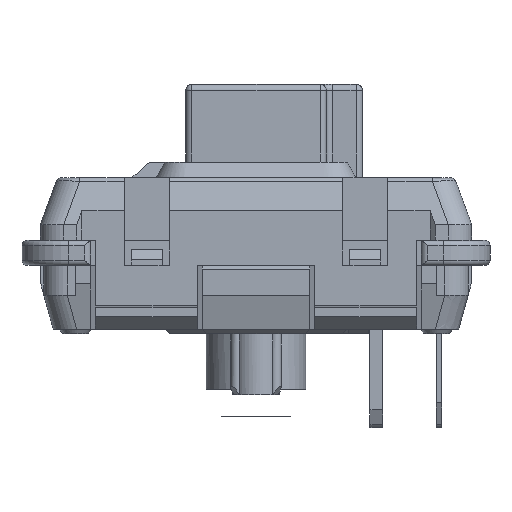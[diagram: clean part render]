
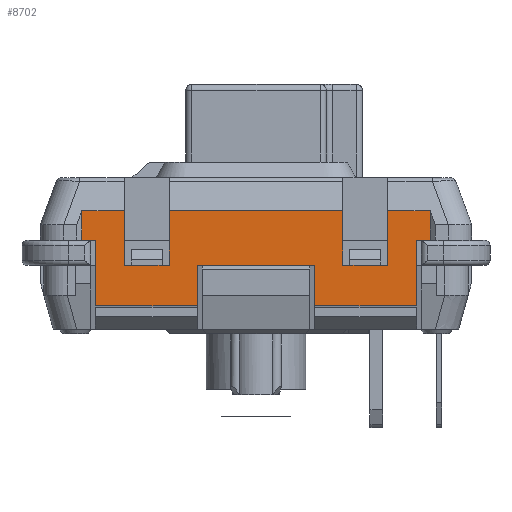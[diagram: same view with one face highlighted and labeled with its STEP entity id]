
A CAD part, left-side view. The second image highlights one B-rep face of the part: STEP entity #8702.
In plain terms, the highlighted planar face has unit normal (-1, 0, 0).
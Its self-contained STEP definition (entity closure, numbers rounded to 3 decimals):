
#595=FACE_OUTER_BOUND('',#1082,.T.);
#1082=EDGE_LOOP('',(#6121,#6122,#6123,#6124,#6125,#6126,#6127,#6128,#6129,
#6130,#6131,#6132,#6133,#6134,#6135,#6136,#6137,#6138,#6139,#6140));
#1512=LINE('',#12226,#2538);
#1520=LINE('',#12242,#2546);
#1530=LINE('',#12265,#2556);
#1535=LINE('',#12272,#2561);
#1683=LINE('',#13223,#2709);
#1687=LINE('',#13233,#2713);
#1696=LINE('',#13253,#2722);
#1700=LINE('',#13260,#2726);
#1725=LINE('',#13315,#2751);
#1732=LINE('',#13331,#2758);
#1739=LINE('',#13345,#2765);
#1741=LINE('',#13349,#2767);
#1770=LINE('',#13409,#2796);
#1774=LINE('',#13418,#2800);
#1775=LINE('',#13421,#2801);
#1776=LINE('',#13422,#2802);
#1777=LINE('',#13423,#2803);
#1778=LINE('',#13425,#2804);
#1779=LINE('',#13427,#2805);
#1780=LINE('',#13428,#2806);
#2538=VECTOR('',#9849,10.);
#2546=VECTOR('',#9861,10.);
#2556=VECTOR('',#9877,10.);
#2561=VECTOR('',#9884,10.);
#2709=VECTOR('',#10140,10.);
#2713=VECTOR('',#10148,10.);
#2722=VECTOR('',#10161,10.);
#2726=VECTOR('',#10169,10.);
#2751=VECTOR('',#10210,10.);
#2758=VECTOR('',#10223,10.);
#2765=VECTOR('',#10234,10.);
#2767=VECTOR('',#10238,10.);
#2796=VECTOR('',#10283,10.);
#2800=VECTOR('',#10289,10.);
#2801=VECTOR('',#10292,10.);
#2802=VECTOR('',#10293,10.);
#2803=VECTOR('',#10294,10.);
#2804=VECTOR('',#10295,10.);
#2805=VECTOR('',#10296,10.);
#2806=VECTOR('',#10297,10.);
#3564=VERTEX_POINT('',#12223);
#3565=VERTEX_POINT('',#12225);
#3570=VERTEX_POINT('',#12238);
#3571=VERTEX_POINT('',#12240);
#3581=VERTEX_POINT('',#12264);
#3693=VERTEX_POINT('',#13219);
#3695=VERTEX_POINT('',#13222);
#3699=VERTEX_POINT('',#13231);
#3708=VERTEX_POINT('',#13252);
#3709=VERTEX_POINT('',#13259);
#3729=VERTEX_POINT('',#13311);
#3731=VERTEX_POINT('',#13314);
#3742=VERTEX_POINT('',#13344);
#3743=VERTEX_POINT('',#13348);
#3765=VERTEX_POINT('',#13405);
#3767=VERTEX_POINT('',#13411);
#3770=VERTEX_POINT('',#13416);
#3771=VERTEX_POINT('',#13420);
#3772=VERTEX_POINT('',#13424);
#3773=VERTEX_POINT('',#13426);
#4393=EDGE_CURVE('',#3565,#3564,#1512,.T.);
#4401=EDGE_CURVE('',#3571,#3570,#1520,.T.);
#4411=EDGE_CURVE('',#3565,#3581,#1530,.T.);
#4416=EDGE_CURVE('',#3570,#3564,#1535,.T.);
#4584=EDGE_CURVE('',#3693,#3695,#1683,.T.);
#4589=EDGE_CURVE('',#3699,#3693,#1687,.T.);
#4599=EDGE_CURVE('',#3695,#3708,#1696,.T.);
#4603=EDGE_CURVE('',#3709,#3708,#1700,.T.);
#4630=EDGE_CURVE('',#3729,#3731,#1725,.T.);
#4638=EDGE_CURVE('',#3709,#3729,#1732,.T.);
#4646=EDGE_CURVE('',#3731,#3742,#1739,.T.);
#4648=EDGE_CURVE('',#3743,#3742,#1741,.T.);
#4679=EDGE_CURVE('',#3743,#3765,#1770,.T.);
#4683=EDGE_CURVE('',#3770,#3767,#1774,.T.);
#4684=EDGE_CURVE('',#3771,#3571,#1775,.T.);
#4685=EDGE_CURVE('',#3771,#3765,#1776,.T.);
#4686=EDGE_CURVE('',#3699,#3767,#1777,.T.);
#4687=EDGE_CURVE('',#3770,#3772,#1778,.T.);
#4688=EDGE_CURVE('',#3773,#3772,#1779,.T.);
#4689=EDGE_CURVE('',#3581,#3773,#1780,.T.);
#6121=ORIENTED_EDGE('',*,*,#4401,.F.);
#6122=ORIENTED_EDGE('',*,*,#4684,.F.);
#6123=ORIENTED_EDGE('',*,*,#4685,.T.);
#6124=ORIENTED_EDGE('',*,*,#4679,.F.);
#6125=ORIENTED_EDGE('',*,*,#4648,.T.);
#6126=ORIENTED_EDGE('',*,*,#4646,.F.);
#6127=ORIENTED_EDGE('',*,*,#4630,.F.);
#6128=ORIENTED_EDGE('',*,*,#4638,.F.);
#6129=ORIENTED_EDGE('',*,*,#4603,.T.);
#6130=ORIENTED_EDGE('',*,*,#4599,.F.);
#6131=ORIENTED_EDGE('',*,*,#4584,.F.);
#6132=ORIENTED_EDGE('',*,*,#4589,.F.);
#6133=ORIENTED_EDGE('',*,*,#4686,.T.);
#6134=ORIENTED_EDGE('',*,*,#4683,.F.);
#6135=ORIENTED_EDGE('',*,*,#4687,.T.);
#6136=ORIENTED_EDGE('',*,*,#4688,.F.);
#6137=ORIENTED_EDGE('',*,*,#4689,.F.);
#6138=ORIENTED_EDGE('',*,*,#4411,.F.);
#6139=ORIENTED_EDGE('',*,*,#4393,.T.);
#6140=ORIENTED_EDGE('',*,*,#4416,.F.);
#8359=PLANE('',#9251);
#8702=ADVANCED_FACE('',(#595),#8359,.T.);
#9251=AXIS2_PLACEMENT_3D('',#13419,#10290,#10291);
#9849=DIRECTION('',(0.,-1.,0.));
#9861=DIRECTION('',(0.,1.,0.));
#9877=DIRECTION('',(0.,0.,-1.));
#9884=DIRECTION('',(0.,0.,1.));
#10140=DIRECTION('',(0.,-1.,0.));
#10148=DIRECTION('',(0.,0.,-1.));
#10161=DIRECTION('',(0.,0.,1.));
#10169=DIRECTION('',(0.,1.,0.));
#10210=DIRECTION('',(0.,-1.,0.));
#10223=DIRECTION('',(0.,0.,-1.));
#10234=DIRECTION('',(0.,0.,1.));
#10238=DIRECTION('',(0.,1.,0.));
#10283=DIRECTION('',(0.,0.,-1.));
#10289=DIRECTION('',(0.,0.,1.));
#10290=DIRECTION('center_axis',(-1.,0.,0.));
#10291=DIRECTION('ref_axis',(0.,1.,0.));
#10292=DIRECTION('',(0.,0.,-1.));
#10293=DIRECTION('',(0.,-1.,0.));
#10294=DIRECTION('',(0.,1.,0.));
#10295=DIRECTION('',(0.,-1.,0.));
#10296=DIRECTION('',(0.,0.,1.));
#10297=DIRECTION('',(0.,1.,0.));
#12223=CARTESIAN_POINT('',(-6.749,-1.878,0.01));
#12225=CARTESIAN_POINT('',(-6.749,1.878,0.01));
#12226=CARTESIAN_POINT('',(-6.749,1.878,0.01));
#12238=CARTESIAN_POINT('',(-6.749,-1.878,-1.294));
#12240=CARTESIAN_POINT('',(-6.749,-5.145,-1.294));
#12242=CARTESIAN_POINT('',(-6.749,-5.145,-1.294));
#12264=CARTESIAN_POINT('',(-6.749,1.878,-1.294));
#12265=CARTESIAN_POINT('',(-6.749,1.878,0.01));
#12272=CARTESIAN_POINT('',(-6.749,-1.878,-1.294));
#13219=CARTESIAN_POINT('',(-6.749,4.222,0.01));
#13222=CARTESIAN_POINT('',(-6.749,2.781,0.01));
#13223=CARTESIAN_POINT('',(-6.749,4.222,0.01));
#13231=CARTESIAN_POINT('',(-6.749,4.222,1.752));
#13233=CARTESIAN_POINT('',(-6.749,4.222,1.752));
#13252=CARTESIAN_POINT('',(-6.749,2.781,1.752));
#13253=CARTESIAN_POINT('',(-6.749,2.781,0.01));
#13259=CARTESIAN_POINT('',(-6.749,-2.781,1.752));
#13260=CARTESIAN_POINT('',(-6.749,2.791,1.752));
#13311=CARTESIAN_POINT('',(-6.749,-2.781,0.01));
#13314=CARTESIAN_POINT('',(-6.749,-4.222,0.01));
#13315=CARTESIAN_POINT('',(-6.749,-2.781,0.01));
#13331=CARTESIAN_POINT('',(-6.749,-2.781,1.752));
#13344=CARTESIAN_POINT('',(-6.749,-4.222,1.752));
#13345=CARTESIAN_POINT('',(-6.749,-4.222,0.01));
#13348=CARTESIAN_POINT('',(-6.749,-5.582,1.752));
#13349=CARTESIAN_POINT('',(-6.749,0.167,1.752));
#13405=CARTESIAN_POINT('',(-6.749,-5.582,0.81));
#13409=CARTESIAN_POINT('',(-6.749,-5.582,1.752));
#13411=CARTESIAN_POINT('',(-6.749,5.582,1.752));
#13416=CARTESIAN_POINT('',(-6.749,5.582,0.81));
#13418=CARTESIAN_POINT('',(-6.749,5.582,0.81));
#13419=CARTESIAN_POINT('Origin',(-6.749,5.582,1.752));
#13420=CARTESIAN_POINT('',(-6.749,-5.145,0.81));
#13421=CARTESIAN_POINT('',(-6.749,-5.145,0.81));
#13422=CARTESIAN_POINT('',(-6.749,-5.145,0.81));
#13423=CARTESIAN_POINT('',(-6.749,5.415,1.752));
#13424=CARTESIAN_POINT('',(-6.749,5.145,0.81));
#13425=CARTESIAN_POINT('',(-6.749,5.582,0.81));
#13426=CARTESIAN_POINT('',(-6.749,5.145,-1.294));
#13427=CARTESIAN_POINT('',(-6.749,5.145,-1.294));
#13428=CARTESIAN_POINT('',(-6.749,1.878,-1.294));
